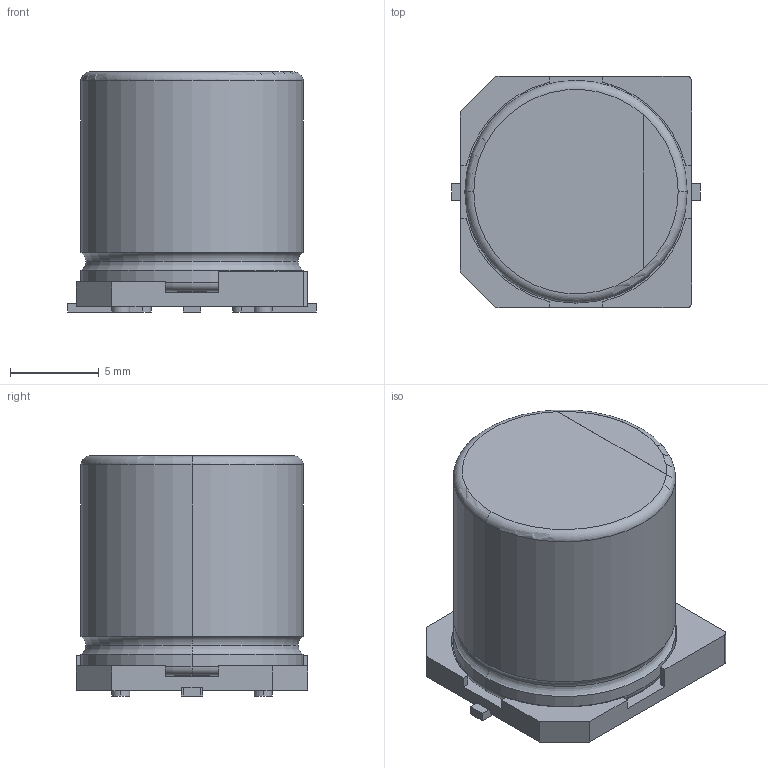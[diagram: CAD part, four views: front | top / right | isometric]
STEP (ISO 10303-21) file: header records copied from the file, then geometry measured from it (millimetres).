
FILE_DESCRIPTION (( 'STEP AP214' ), '1' );
FILE_NAME ('CAP-SMD_BD12.5-L13.0-W13.0-LS14.0-FD.step', '2022-07-01T06:22:24', ( '' ), ( '' ), 'SwSTEP 2.0', 'SolidWorks 2020', '' );
FILE_SCHEMA (( 'AUTOMOTIVE_DESIGN' ));
Length unit declared in the file: millimetre
Products named in the file (1): CAP-SMD_BD12.5-L13.0-W13.0-LS14.0-FD
Bounding box: 14 x 13 x 13.5 mm (x, y, z)
Volume: 1672.2 mm3; surface area: 1188.7 mm2
Topology: 4 solids, 4 shells, 306 faces, 808 edges, 533 vertices
Faces by surface type: plane 176, bspline 98, cylinder 24, torus 8
Entity records: 13337 total; most frequent: CARTESIAN_POINT 2954, ORIENTED_EDGE 1616, DIRECTION 1088, EDGE_CURVE 808, VECTOR 546, LINE 546, VERTEX_POINT 533, EDGE_LOOP 329
